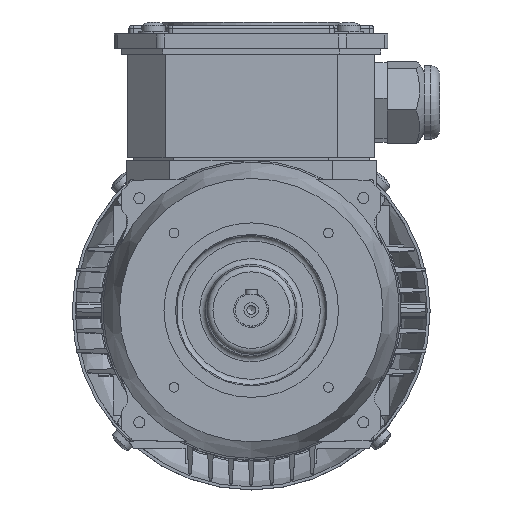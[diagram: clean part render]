
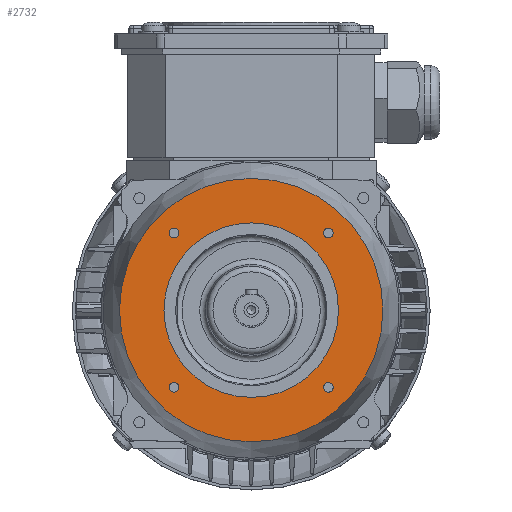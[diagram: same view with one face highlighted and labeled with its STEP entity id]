
A CAD part, top view. The second image highlights one B-rep face of the part: STEP entity #2732.
In plain terms, the highlighted planar face has unit normal (0, 0, 1).
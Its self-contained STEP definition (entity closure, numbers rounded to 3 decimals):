
#771=FACE_BOUND('',#6043,.T.);
#772=FACE_BOUND('',#6044,.T.);
#773=FACE_BOUND('',#6045,.T.);
#774=FACE_BOUND('',#6046,.T.);
#775=FACE_BOUND('',#6047,.T.);
#776=FACE_BOUND('',#6048,.T.);
#2732=ADVANCED_FACE('',(#771,#772,#773,#774,#775,#776),#3500,.F.);
#3500=PLANE('',#28560);
#6043=EDGE_LOOP('',(#13289));
#6044=EDGE_LOOP('',(#13290));
#6045=EDGE_LOOP('',(#13291));
#6046=EDGE_LOOP('',(#13292));
#6047=EDGE_LOOP('',(#13293));
#6048=EDGE_LOOP('',(#13294));
#13289=ORIENTED_EDGE('',*,*,#20392,.F.);
#13290=ORIENTED_EDGE('',*,*,#20386,.F.);
#13291=ORIENTED_EDGE('',*,*,#20248,.T.);
#13292=ORIENTED_EDGE('',*,*,#20246,.T.);
#13293=ORIENTED_EDGE('',*,*,#20391,.T.);
#13294=ORIENTED_EDGE('',*,*,#20244,.T.);
#16189=VERTEX_POINT('',#46567);
#16191=VERTEX_POINT('',#46573);
#16193=VERTEX_POINT('',#46579);
#16293=VERTEX_POINT('',#46926);
#16297=VERTEX_POINT('',#46943);
#16298=VERTEX_POINT('',#46946);
#20244=EDGE_CURVE('',#16189,#16189,#21353,.T.);
#20246=EDGE_CURVE('',#16191,#16191,#21355,.T.);
#20248=EDGE_CURVE('',#16193,#16193,#21357,.T.);
#20386=EDGE_CURVE('',#16293,#16293,#21417,.T.);
#20391=EDGE_CURVE('',#16297,#16297,#21421,.T.);
#20392=EDGE_CURVE('',#16298,#16298,#21422,.T.);
#21353=CIRCLE('',#28430,1.65);
#21355=CIRCLE('',#28434,1.65);
#21357=CIRCLE('',#28438,1.65);
#21417=CIRCLE('',#28548,30.);
#21421=CIRCLE('',#28557,1.65);
#21422=CIRCLE('',#28559,45.264);
#28430=AXIS2_PLACEMENT_3D('',#46566,#35059,#35060);
#28434=AXIS2_PLACEMENT_3D('',#46572,#35067,#35068);
#28438=AXIS2_PLACEMENT_3D('',#46578,#35075,#35076);
#28548=AXIS2_PLACEMENT_3D('',#46925,#35351,#35352);
#28557=AXIS2_PLACEMENT_3D('',#46942,#35369,#35370);
#28559=AXIS2_PLACEMENT_3D('',#46945,#35373,#35374);
#28560=AXIS2_PLACEMENT_3D('',#46947,#35375,#35376);
#35059=DIRECTION('',(0.,0.,-1.));
#35060=DIRECTION('',(0.,1.,0.));
#35067=DIRECTION('',(0.,0.,-1.));
#35068=DIRECTION('',(0.,1.,0.));
#35075=DIRECTION('',(0.,0.,-1.));
#35076=DIRECTION('',(0.,1.,0.));
#35351=DIRECTION('',(0.,0.,1.));
#35352=DIRECTION('',(0.,1.,0.));
#35369=DIRECTION('',(0.,0.,-1.));
#35370=DIRECTION('',(0.,1.,0.));
#35373=DIRECTION('',(0.,0.,-1.));
#35374=DIRECTION('',(0.,-1.,0.));
#35375=DIRECTION('',(0.,0.,-1.));
#35376=DIRECTION('',(0.,1.,0.));
#46566=CARTESIAN_POINT('',(42.753,64.771,42.2));
#46567=CARTESIAN_POINT('',(42.753,66.421,42.2));
#46572=CARTESIAN_POINT('',(-10.28,11.738,42.2));
#46573=CARTESIAN_POINT('',(-10.28,13.388,42.2));
#46578=CARTESIAN_POINT('',(42.739,11.723,42.2));
#46579=CARTESIAN_POINT('',(42.739,13.373,42.2));
#46925=CARTESIAN_POINT('',(16.237,38.255,42.2));
#46926=CARTESIAN_POINT('',(16.237,68.255,42.2));
#46942=CARTESIAN_POINT('',(-10.28,64.771,42.2));
#46943=CARTESIAN_POINT('',(-10.28,66.421,42.2));
#46945=CARTESIAN_POINT('',(16.237,38.255,42.2));
#46946=CARTESIAN_POINT('',(16.237,-7.009,42.2));
#46947=CARTESIAN_POINT('',(-56.195,-9.801,42.2));
